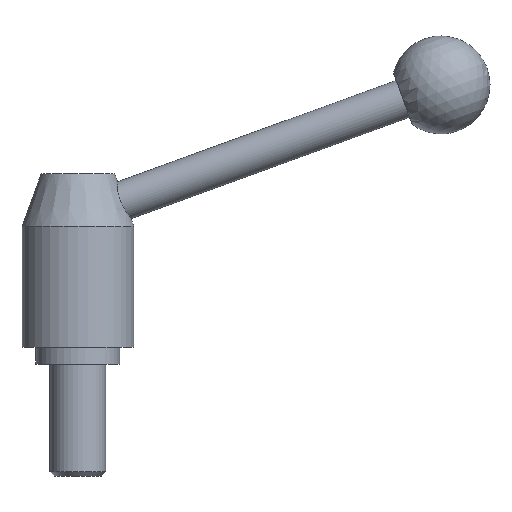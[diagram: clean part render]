
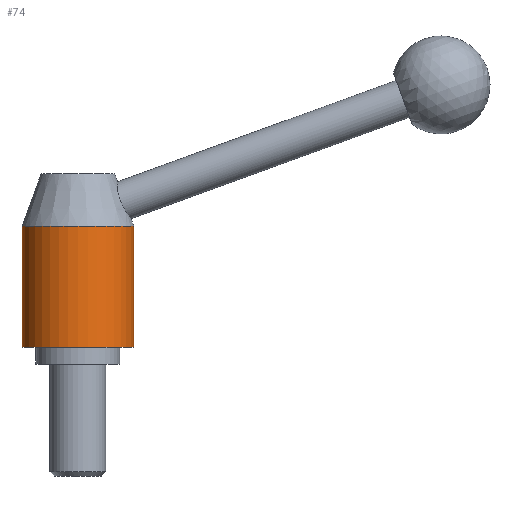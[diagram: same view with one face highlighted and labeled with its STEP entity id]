
A CAD part, front view. The second image highlights one B-rep face of the part: STEP entity #74.
In plain terms, the highlighted cylindrical face has radius 20 mm (diameter 40 mm), a partial arc.
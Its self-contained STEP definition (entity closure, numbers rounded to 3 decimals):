
#74=ADVANCED_FACE('',(#147),#148,.T.);
#147=FACE_OUTER_BOUND('',#215,.T.);
#148=CYLINDRICAL_SURFACE('',#216,20.0);
#215=EDGE_LOOP('',(#352,#353,#354,#355));
#216=AXIS2_PLACEMENT_3D('',#356,#357,#358);
#352=ORIENTED_EDGE('',*,*,#393,.T.);
#353=ORIENTED_EDGE('',*,*,#388,.F.);
#354=ORIENTED_EDGE('',*,*,#395,.T.);
#355=ORIENTED_EDGE('',*,*,#437,.T.);
#356=CARTESIAN_POINT('',(0.0,0.0,27.603));
#357=DIRECTION('',(0.0,0.0,-1.0));
#358=DIRECTION('',(1.0,0.0,0.0));
#388=EDGE_CURVE('',#449,#451,#452,.T.);
#393=EDGE_CURVE('',#459,#451,#460,.T.);
#395=EDGE_CURVE('',#449,#461,#463,.T.);
#437=EDGE_CURVE('',#461,#459,#521,.T.);
#449=VERTEX_POINT('',#534);
#451=VERTEX_POINT('',#537);
#452=CIRCLE('',#538,20.0);
#459=VERTEX_POINT('',#580);
#460=LINE('',#581,#582);
#461=VERTEX_POINT('',#583);
#463=LINE('',#585,#586);
#521=CIRCLE('',#685,20.0);
#534=CARTESIAN_POINT('',(-20.0,0.,49.206));
#537=CARTESIAN_POINT('',(20.0,0.0,49.206));
#538=AXIS2_PLACEMENT_3D('',#696,#697,#698);
#580=CARTESIAN_POINT('',(20.0,0.0,6.0));
#581=CARTESIAN_POINT('',(20.0,0.,27.603));
#582=VECTOR('',#700,1.0);
#583=CARTESIAN_POINT('',(-20.0,0.,6.0));
#585=CARTESIAN_POINT('',(-20.0,0.,27.603));
#586=VECTOR('',#704,1.0);
#685=AXIS2_PLACEMENT_3D('',#767,#768,#769);
#696=CARTESIAN_POINT('',(0.0,0.0,49.206));
#697=DIRECTION('',(0.0,0.0,1.0));
#698=DIRECTION('',(1.0,0.0,0.0));
#700=DIRECTION('',(-0.0,-0.0,1.0));
#704=DIRECTION('',(0.0,0.0,-1.0));
#767=CARTESIAN_POINT('',(0.0,0.0,6.0));
#768=DIRECTION('',(0.0,0.0,1.0));
#769=DIRECTION('',(1.0,0.0,0.0));
